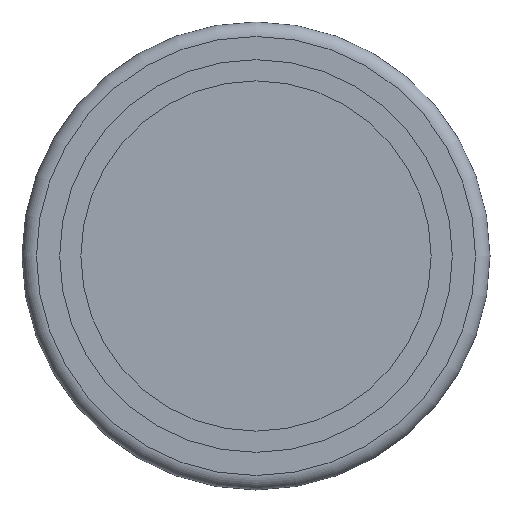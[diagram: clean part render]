
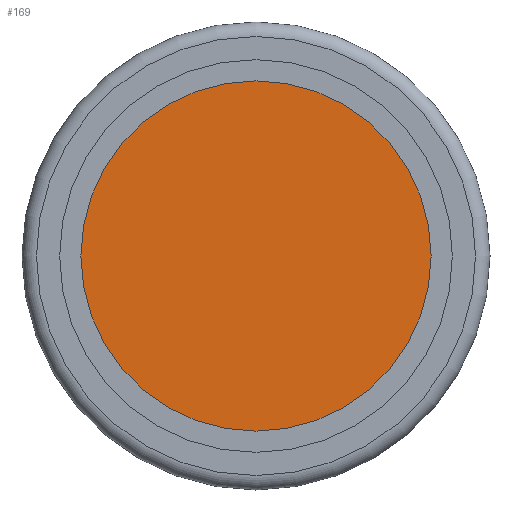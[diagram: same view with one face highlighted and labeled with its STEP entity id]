
A CAD part, front view. The second image highlights one B-rep face of the part: STEP entity #169.
In plain terms, the highlighted planar face has unit normal (0, -1, 0).
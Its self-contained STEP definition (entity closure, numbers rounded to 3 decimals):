
#39=FACE_OUTER_BOUND('',#53,.T.);
#53=EDGE_LOOP('',(#128));
#69=CIRCLE('',#199,12.086);
#86=VERTEX_POINT('',#300);
#101=EDGE_CURVE('',#86,#86,#69,.T.);
#128=ORIENTED_EDGE('',*,*,#101,.T.);
#161=PLANE('',#200);
#169=ADVANCED_FACE('',(#39),#161,.F.);
#199=AXIS2_PLACEMENT_3D('',#301,#238,#239);
#200=AXIS2_PLACEMENT_3D('',#303,#241,#242);
#238=DIRECTION('center_axis',(0.,-1.,0.));
#239=DIRECTION('ref_axis',(0.,0.,1.));
#241=DIRECTION('center_axis',(0.,1.,0.));
#242=DIRECTION('ref_axis',(1.,0.,0.));
#300=CARTESIAN_POINT('',(0.,0.,-12.086));
#301=CARTESIAN_POINT('Origin',(0.,0.,0.));
#303=CARTESIAN_POINT('Origin',(0.,0.,0.));
